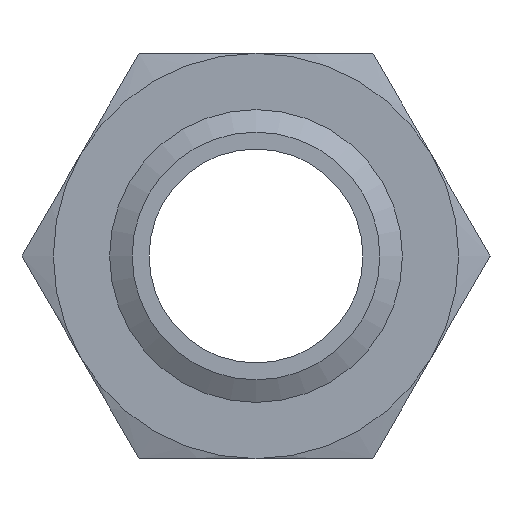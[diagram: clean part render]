
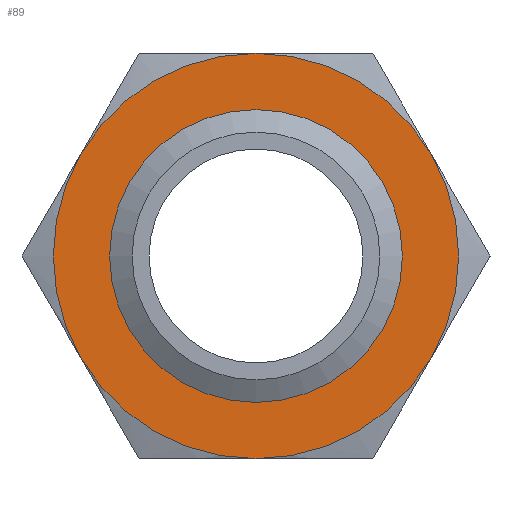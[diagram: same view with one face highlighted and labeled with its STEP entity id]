
A CAD part, left-side view. The second image highlights one B-rep face of the part: STEP entity #89.
In plain terms, the highlighted planar face has unit normal (-1, 0, 0).
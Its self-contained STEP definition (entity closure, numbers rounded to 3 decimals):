
#89 = ADVANCED_FACE( '', ( #145, #146 ), #147, .T. );
#145 = FACE_BOUND( '', #226, .T. );
#146 = FACE_OUTER_BOUND( '', #227, .T. );
#147 = PLANE( '', #228 );
#226 = EDGE_LOOP( '', ( #362 ) );
#227 = EDGE_LOOP( '', ( #363, #364, #365, #366, #367, #368 ) );
#228 = AXIS2_PLACEMENT_3D( '', #369, #370, #371 );
#362 = ORIENTED_EDGE( '', *, *, #517, .T. );
#363 = ORIENTED_EDGE( '', *, *, #518, .F. );
#364 = ORIENTED_EDGE( '', *, *, #519, .F. );
#365 = ORIENTED_EDGE( '', *, *, #520, .F. );
#366 = ORIENTED_EDGE( '', *, *, #495, .F. );
#367 = ORIENTED_EDGE( '', *, *, #521, .F. );
#368 = ORIENTED_EDGE( '', *, *, #522, .F. );
#369 = CARTESIAN_POINT( '', ( 0., 9., 0. ) );
#370 = DIRECTION( '', ( -1., 0., 0. ) );
#371 = DIRECTION( '', ( 0., 0., 1. ) );
#495 = EDGE_CURVE( '', #562, #560, #564, .T. );
#517 = EDGE_CURVE( '', #603, #603, #604, .T. );
#518 = EDGE_CURVE( '', #605, #556, #606, .T. );
#519 = EDGE_CURVE( '', #572, #605, #607, .T. );
#520 = EDGE_CURVE( '', #560, #572, #608, .T. );
#521 = EDGE_CURVE( '', #545, #562, #609, .T. );
#522 = EDGE_CURVE( '', #556, #545, #610, .T. );
#545 = VERTEX_POINT( '', #650 );
#556 = VERTEX_POINT( '', #683 );
#560 = VERTEX_POINT( '', #697 );
#562 = VERTEX_POINT( '', #704 );
#564 = CIRCLE( '', #711, 9. );
#572 = VERTEX_POINT( '', #730 );
#603 = VERTEX_POINT( '', #803 );
#604 = CIRCLE( '', #804, 6.5 );
#605 = VERTEX_POINT( '', #805 );
#606 = CIRCLE( '', #806, 9. );
#607 = CIRCLE( '', #807, 9. );
#608 = CIRCLE( '', #808, 9. );
#609 = CIRCLE( '', #809, 9. );
#610 = CIRCLE( '', #810, 9. );
#650 = CARTESIAN_POINT( '', ( 0., 0., 9. ) );
#683 = CARTESIAN_POINT( '', ( 0., 7.794, 4.5 ) );
#697 = CARTESIAN_POINT( '', ( 0., -7.794, -4.5 ) );
#704 = CARTESIAN_POINT( '', ( 0., -7.794, 4.5 ) );
#711 = AXIS2_PLACEMENT_3D( '', #855, #856, #857 );
#730 = CARTESIAN_POINT( '', ( 0., 0., -9. ) );
#803 = CARTESIAN_POINT( '', ( 0., 0., -6.5 ) );
#804 = AXIS2_PLACEMENT_3D( '', #885, #886, #887 );
#805 = CARTESIAN_POINT( '', ( 0., 7.794, -4.5 ) );
#806 = AXIS2_PLACEMENT_3D( '', #888, #889, #890 );
#807 = AXIS2_PLACEMENT_3D( '', #891, #892, #893 );
#808 = AXIS2_PLACEMENT_3D( '', #894, #895, #896 );
#809 = AXIS2_PLACEMENT_3D( '', #897, #898, #899 );
#810 = AXIS2_PLACEMENT_3D( '', #900, #901, #902 );
#855 = CARTESIAN_POINT( '', ( 0., 0., 0. ) );
#856 = DIRECTION( '', ( 1., 0., 0. ) );
#857 = DIRECTION( '', ( 0., 0., -1. ) );
#885 = CARTESIAN_POINT( '', ( 0., 0., 0. ) );
#886 = DIRECTION( '', ( 1., 0., 0. ) );
#887 = DIRECTION( '', ( 0., 0., -1. ) );
#888 = CARTESIAN_POINT( '', ( 0., 0., 0. ) );
#889 = DIRECTION( '', ( 1., 0., 0. ) );
#890 = DIRECTION( '', ( 0., 0., -1. ) );
#891 = CARTESIAN_POINT( '', ( 0., 0., 0. ) );
#892 = DIRECTION( '', ( 1., 0., 0. ) );
#893 = DIRECTION( '', ( 0., 0., -1. ) );
#894 = CARTESIAN_POINT( '', ( 0., 0., 0. ) );
#895 = DIRECTION( '', ( 1., 0., 0. ) );
#896 = DIRECTION( '', ( 0., 0., -1. ) );
#897 = CARTESIAN_POINT( '', ( 0., 0., 0. ) );
#898 = DIRECTION( '', ( 1., 0., 0. ) );
#899 = DIRECTION( '', ( 0., 0., -1. ) );
#900 = CARTESIAN_POINT( '', ( 0., 0., 0. ) );
#901 = DIRECTION( '', ( 1., 0., 0. ) );
#902 = DIRECTION( '', ( 0., 0., -1. ) );
